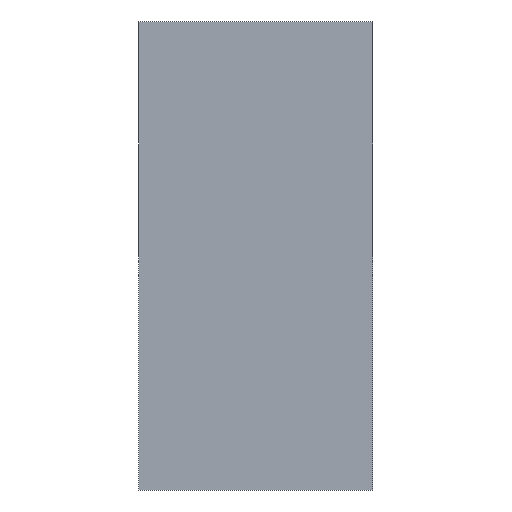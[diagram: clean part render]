
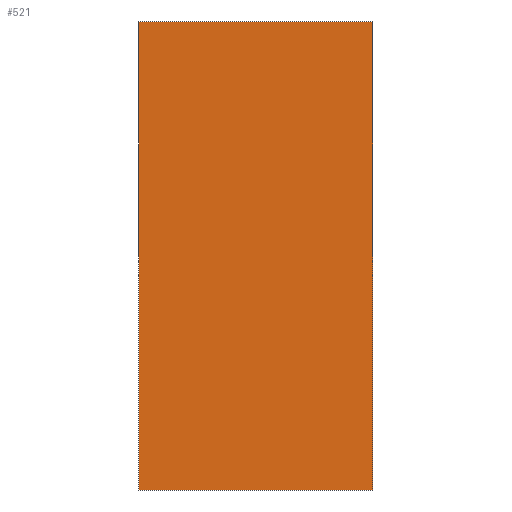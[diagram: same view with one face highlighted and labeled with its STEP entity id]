
A CAD part, front view. The second image highlights one B-rep face of the part: STEP entity #521.
In plain terms, the highlighted planar face has unit normal (0, -1, 0).
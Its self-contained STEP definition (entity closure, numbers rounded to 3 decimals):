
#20 = CARTESIAN_POINT ( 'NONE',  ( -20., 0., 40. ) ) ;
#23 = CARTESIAN_POINT ( 'NONE',  ( -20., 0., 40. ) ) ;
#65 = VERTEX_POINT ( 'NONE', #744 ) ;
#101 = VERTEX_POINT ( 'NONE', #910 ) ;
#116 = VERTEX_POINT ( 'NONE', #971 ) ;
#187 = VECTOR ( 'NONE', #766, 1000. ) ;
#202 = EDGE_CURVE ( 'NONE', #65, #205, #707, .T. ) ;
#204 = PLANE ( 'NONE',  #834 ) ;
#205 = VERTEX_POINT ( 'NONE', #485 ) ;
#230 = CARTESIAN_POINT ( 'NONE',  ( -20., 0., -40. ) ) ;
#276 = ORIENTED_EDGE ( 'NONE', *, *, #699, .T. ) ;
#282 = CARTESIAN_POINT ( 'NONE',  ( 20., 0., 40. ) ) ;
#288 = ORIENTED_EDGE ( 'NONE', *, *, #202, .T. ) ;
#350 = DIRECTION ( 'NONE',  ( 0., 0., 1. ) ) ;
#363 = EDGE_LOOP ( 'NONE', ( #912, #276, #288, #767 ) ) ;
#398 = DIRECTION ( 'NONE',  ( 1., 0., 0. ) ) ;
#478 = EDGE_CURVE ( 'NONE', #101, #205, #504, .T. ) ;
#481 = LINE ( 'NONE', #20, #187 ) ;
#485 = CARTESIAN_POINT ( 'NONE',  ( 20., 0., -40. ) ) ;
#493 = VECTOR ( 'NONE', #575, 1000. ) ;
#504 = LINE ( 'NONE', #282, #493 ) ;
#521 = ADVANCED_FACE ( 'NONE', ( #620 ), #204, .F. ) ;
#561 = DIRECTION ( 'NONE',  ( 1., 0., 0. ) ) ;
#575 = DIRECTION ( 'NONE',  ( 0., 0., -1. ) ) ;
#620 = FACE_OUTER_BOUND ( 'NONE', #363, .T. ) ;
#657 = VECTOR ( 'NONE', #561, 1000. ) ;
#699 = EDGE_CURVE ( 'NONE', #116, #65, #481, .T. ) ;
#707 = LINE ( 'NONE', #230, #856 ) ;
#740 = DIRECTION ( 'NONE',  ( 0., 1., 0. ) ) ;
#744 = CARTESIAN_POINT ( 'NONE',  ( -20., 0., -40. ) ) ;
#766 = DIRECTION ( 'NONE',  ( 0., 0., -1. ) ) ;
#767 = ORIENTED_EDGE ( 'NONE', *, *, #478, .F. ) ;
#781 = LINE ( 'NONE', #23, #657 ) ;
#825 = CARTESIAN_POINT ( 'NONE',  ( 0., 0., 0. ) ) ;
#834 = AXIS2_PLACEMENT_3D ( 'NONE', #825, #740, #350 ) ;
#856 = VECTOR ( 'NONE', #398, 1000. ) ;
#910 = CARTESIAN_POINT ( 'NONE',  ( 20., 0., 40. ) ) ;
#912 = ORIENTED_EDGE ( 'NONE', *, *, #979, .F. ) ;
#971 = CARTESIAN_POINT ( 'NONE',  ( -20., 0., 40. ) ) ;
#979 = EDGE_CURVE ( 'NONE', #116, #101, #781, .T. ) ;
